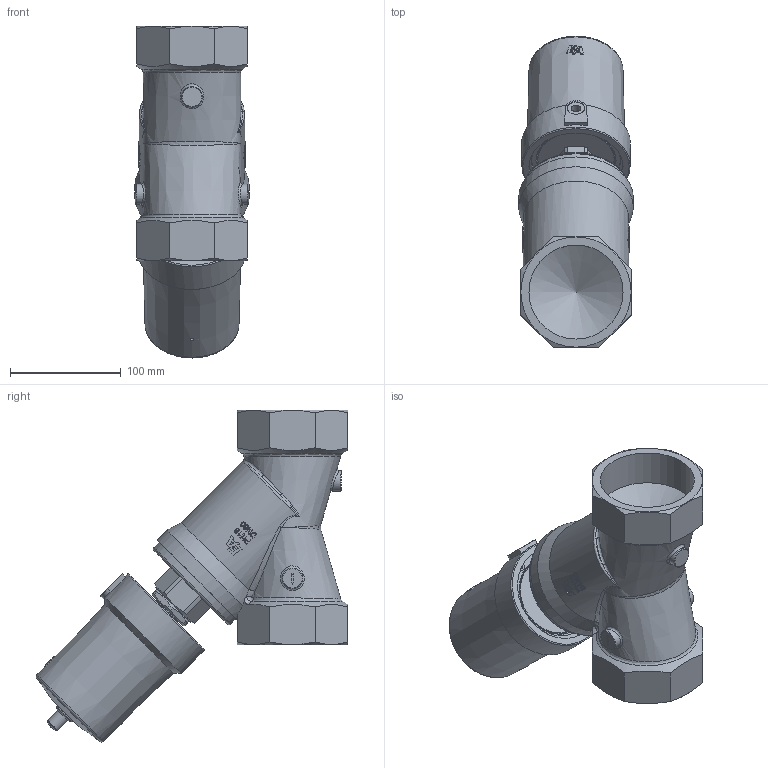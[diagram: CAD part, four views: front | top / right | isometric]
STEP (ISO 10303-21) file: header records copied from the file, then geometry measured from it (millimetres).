
FILE_DESCRIPTION(/* description */ ('DG2D1212080'),/* implementation_level */ '2;1');
FILE_NAME(/* name */ 'DG2D1222080_OS.stp',/* time_stamp */ '2022-01-27T08:38:00+01:00',/* author */ ('hois'),/* organization */ (''),/* preprocessor_version */ 'ST-DEVELOPER v18.1',/* originating_system */ 'Autodesk Inventor 2020',/* authorisation */ '');
FILE_SCHEMA (('AUTOMOTIVE_DESIGN { 1 0 10303 214 3 1 1 }'));
Length unit declared in the file: millimetre
Products named in the file (8): DG2D1212080; GGS0080.32.001-GM; SZY0800.24.0012; DER0850.06.0099; DIN0472-88x3; ETG0080.15.0092; ETM3415.08.0022; VST1415.08.0013
Assembly tree (7 placements, depth 2):
  DG2D1212080
    GGS0080.32.001-GM
    SZY0800.24.0012
    DER0850.06.0099
    DIN0472-88x3
    ETG0080.15.0092
    ETM3415.08.0022
    VST1415.08.0013
Bounding box: 103.5 x 281.47 x 299.79 mm (x, y, z)
Volume: 1649731.7 mm3; surface area: 270483.9 mm2
Topology: 7 solids, 7 shells, 582 faces, 1574 edges, 1062 vertices
Faces by surface type: plane 268, bspline 150, cylinder 111, cone 31, torus 19, sphere 3
Full cylindrical faces by diameter (mm): 1.5 x1, 3 x2, 3.5 x2, 8.376 x1, 8.7 x1, 12 x2, 13 x1, 14 x2, 15 x1, 16 x1, 18 x1, 18.5 x3, 20 x1, 24.5 x2, 26 x2, 28 x1, 29 x2, 32.5 x1, 33.376 x1, 34 x1, 36 x1, 77 x1, 82 x1, 83.88 x1, 84.926 x3, 85 x3, 87.88 x1, 88 x1, 88.5 x1, 89 x1
Entity records: 26830 total; most frequent: CARTESIAN_POINT 12460, ORIENTED_EDGE 3134, DIRECTION 2672, EDGE_CURVE 1567, VERTEX_POINT 1064, AXIS2_PLACEMENT_3D 1043, EDGE_LOOP 665, LINE 586
